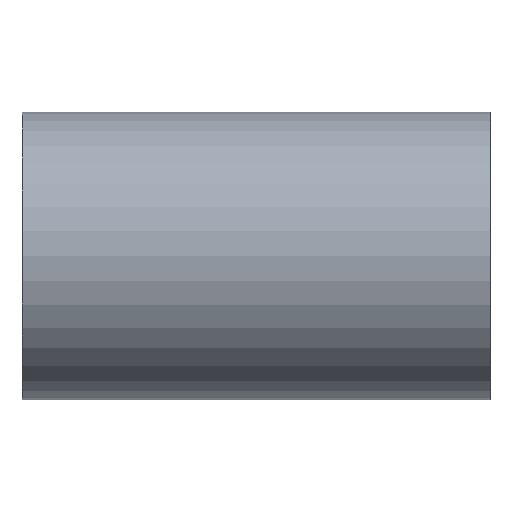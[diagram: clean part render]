
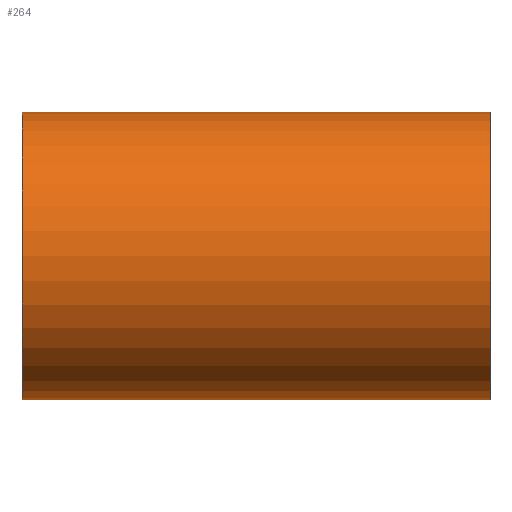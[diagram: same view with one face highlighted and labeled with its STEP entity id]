
A CAD part, top view. The second image highlights one B-rep face of the part: STEP entity #264.
In plain terms, the highlighted cylindrical face has radius 4 mm (diameter 8 mm), a partial arc.
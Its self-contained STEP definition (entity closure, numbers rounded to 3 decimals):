
#61=CARTESIAN_POINT('Vertex',(104.,4.,-95.1)) ;
#63=CARTESIAN_POINT('Vertex',(104.,-4.,-95.1)) ;
#66=CARTESIAN_POINT('Axis2P3D Location',(104.,0.,-95.1)) ;
#215=CARTESIAN_POINT('Vertex',(91.,4.,-95.1)) ;
#217=CARTESIAN_POINT('Vertex',(91.,-4.,-95.1)) ;
#220=CARTESIAN_POINT('Axis2P3D Location',(91.,0.,-95.1)) ;
#236=CARTESIAN_POINT('Axis2P3D Location',(96.89,0.,-95.1)) ;
#241=CARTESIAN_POINT('Line Origine',(96.89,4.,-95.1)) ;
#246=CARTESIAN_POINT('Line Origine',(96.89,-4.,-95.1)) ;
#67=DIRECTION('Axis2P3D Direction',(-1.,-0.,0.)) ;
#221=DIRECTION('Axis2P3D Direction',(-1.,0.,0.)) ;
#237=DIRECTION('Axis2P3D Direction',(-1.,-0.,0.)) ;
#238=DIRECTION('Axis2P3D XDirection',(0.,-1.,0.)) ;
#242=DIRECTION('Vector Direction',(-1.,0.,0.)) ;
#247=DIRECTION('Vector Direction',(-1.,0.,0.)) ;
#68=AXIS2_PLACEMENT_3D('Circle Axis2P3D',#66,#67,$) ;
#222=AXIS2_PLACEMENT_3D('Circle Axis2P3D',#220,#221,$) ;
#239=AXIS2_PLACEMENT_3D('Cylinder Axis2P3D',#236,#237,#238) ;
#259=ORIENTED_EDGE('',*,*,#250,.F.) ;
#260=ORIENTED_EDGE('',*,*,#70,.T.) ;
#261=ORIENTED_EDGE('',*,*,#245,.T.) ;
#262=ORIENTED_EDGE('',*,*,#224,.F.) ;
#243=VECTOR('Line Direction',#242,1.) ;
#248=VECTOR('Line Direction',#247,1.) ;
#264=ADVANCED_FACE('Washer 6',(#263),#240,.T.) ;
#69=CIRCLE('generated circle',#68,4.) ;
#223=CIRCLE('generated circle',#222,4.) ;
#240=CYLINDRICAL_SURFACE('generated cylinder',#239,4.) ;
#70=EDGE_CURVE('',#64,#62,#69,.T.) ;
#224=EDGE_CURVE('',#218,#216,#223,.T.) ;
#245=EDGE_CURVE('',#62,#216,#244,.T.) ;
#250=EDGE_CURVE('',#64,#218,#249,.T.) ;
#258=EDGE_LOOP('',(#259,#260,#261,#262)) ;
#263=FACE_OUTER_BOUND('',#258,.T.) ;
#244=LINE('Line',#241,#243) ;
#249=LINE('Line',#246,#248) ;
#62=VERTEX_POINT('',#61) ;
#64=VERTEX_POINT('',#63) ;
#216=VERTEX_POINT('',#215) ;
#218=VERTEX_POINT('',#217) ;
